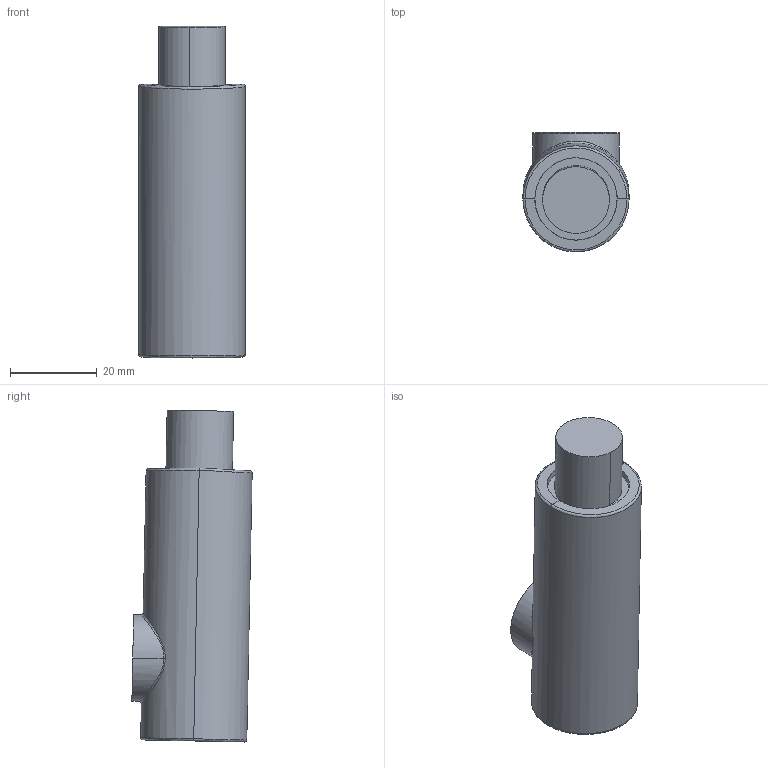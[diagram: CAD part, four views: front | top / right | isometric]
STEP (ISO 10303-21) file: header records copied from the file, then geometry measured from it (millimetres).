
FILE_DESCRIPTION (( 'STEP AP214' ), '1' );
FILE_NAME ('晶眻柲掙-褫俋楷.STEP', '2023-04-21T01:52:21', ( '' ), ( '' ), 'SwSTEP 2.0', 'SolidWorks 2018', '' );
FILE_SCHEMA (( 'AUTOMOTIVE_DESIGN' ));
Length unit declared in the file: millimetre
Products named in the file (1): 晶眻柲掙-褫俋楷
Bounding box: 24.5 x 27.75 x 76.62 mm (x, y, z)
Volume: 31945 mm3; surface area: 7857.3 mm2
Topology: 1 solids, 2 shells, 135 faces, 324 edges, 217 vertices
Faces by surface type: cylinder 104, plane 25, bspline 4, torus 2
Entity records: 7318 total; most frequent: CARTESIAN_POINT 2661, DIRECTION 727, ORIENTED_EDGE 648, EDGE_CURVE 324, AXIS2_PLACEMENT_3D 309, VERTEX_POINT 217, CIRCLE 177, EDGE_LOOP 159
